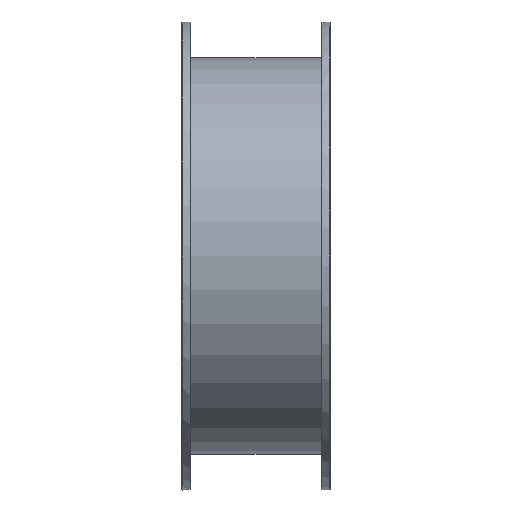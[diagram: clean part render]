
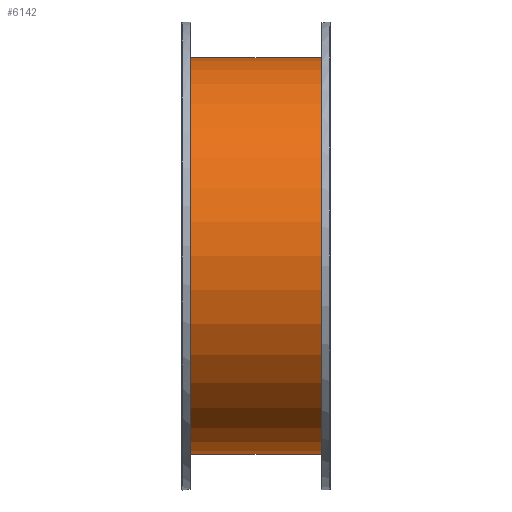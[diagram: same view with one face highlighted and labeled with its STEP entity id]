
A CAD part, left-side view. The second image highlights one B-rep face of the part: STEP entity #6142.
In plain terms, the highlighted cylindrical face has radius 86.084 mm (diameter 172.168 mm), a full revolution.
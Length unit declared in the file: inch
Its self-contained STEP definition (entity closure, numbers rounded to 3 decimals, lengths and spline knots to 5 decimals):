
#771=FACE_OUTER_BOUND('',#1144,.T.);
#1144=EDGE_LOOP('',(#5679,#5680,#5681,#5682));
#1593=LINE('',#12469,#2038);
#2038=VECTOR('',#8392,3.38914);
#2336=CIRCLE('',#6753,3.38914);
#2337=CIRCLE('',#6754,3.38914);
#2919=VERTEX_POINT('',#12466);
#2920=VERTEX_POINT('',#12468);
#3840=EDGE_CURVE('',#2919,#2919,#2336,.T.);
#3841=EDGE_CURVE('',#2919,#2920,#1593,.T.);
#3842=EDGE_CURVE('',#2920,#2920,#2337,.T.);
#5679=ORIENTED_EDGE('',*,*,#3840,.F.);
#5680=ORIENTED_EDGE('',*,*,#3841,.T.);
#5681=ORIENTED_EDGE('',*,*,#3842,.T.);
#5682=ORIENTED_EDGE('',*,*,#3841,.F.);
#5815=CYLINDRICAL_SURFACE('',#6752,3.38914);
#6142=ADVANCED_FACE('',(#771),#5815,.T.);
#6752=AXIS2_PLACEMENT_3D('',#12465,#8388,#8389);
#6753=AXIS2_PLACEMENT_3D('',#12467,#8390,#8391);
#6754=AXIS2_PLACEMENT_3D('',#12470,#8393,#8394);
#8388=DIRECTION('center_axis',(0.,-1.,0.));
#8389=DIRECTION('ref_axis',(1.,0.,0.));
#8390=DIRECTION('center_axis',(0.,-1.,0.));
#8391=DIRECTION('ref_axis',(1.,0.,0.));
#8392=DIRECTION('',(0.,1.,0.));
#8393=DIRECTION('center_axis',(0.,-1.,0.));
#8394=DIRECTION('ref_axis',(1.,0.,0.));
#12465=CARTESIAN_POINT('Origin',(0.,0.,
0.));
#12466=CARTESIAN_POINT('',(-3.38914,-2.235,0.));
#12467=CARTESIAN_POINT('Origin',(0.,-2.235,0.));
#12468=CARTESIAN_POINT('',(-3.38914,0.,0.));
#12469=CARTESIAN_POINT('',(-3.38914,0.,0.));
#12470=CARTESIAN_POINT('Origin',(0.,0.,
0.));
